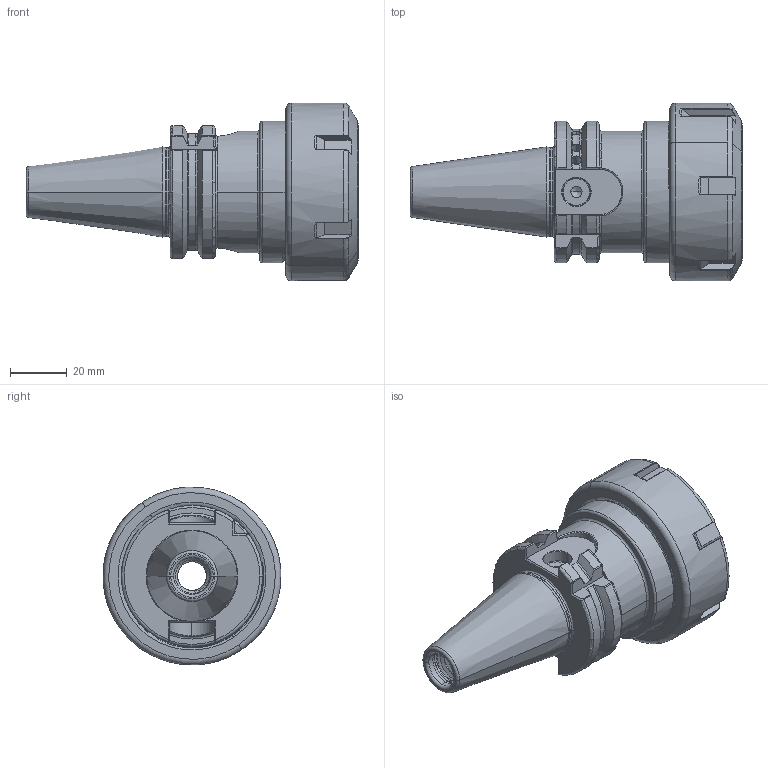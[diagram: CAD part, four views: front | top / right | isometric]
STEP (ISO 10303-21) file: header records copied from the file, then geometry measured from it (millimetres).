
FILE_DESCRIPTION (( 'STEP AP203' ), '1' );
FILE_NAME ('302.02.26.STEP', '2016-07-16T02:23:47', ( '' ), ( '' ), 'SwSTEP 2.0', 'SolidWorks 2012', '' );
FILE_SCHEMA (( 'CONFIG_CONTROL_DESIGN' ));
Length unit declared in the file: millimetre
Products named in the file (3): 302.02.26; 2-01.100.0400260C7_ER40螺帽(六溝)
Assembly tree (2 placements, depth 2):
  302.02.26
    302.02.26
    2-01.100.0400260C7_ER40螺帽(六溝)
Bounding box: 117.5 x 62.99 x 62.97 mm (x, y, z)
Volume: 122403.4 mm3; surface area: 41685 mm2
Topology: 2 solids, 2 shells, 396 faces, 1054 edges, 657 vertices
Faces by surface type: cylinder 136, plane 89, bspline 69, torus 66, cone 36
Entity records: 27233 total; most frequent: CARTESIAN_POINT 18351, ORIENTED_EDGE 2088, DIRECTION 1464, EDGE_CURVE 1044, VERTEX_POINT 657, AXIS2_PLACEMENT_3D 585, EDGE_LOOP 405, ADVANCED_FACE 396
